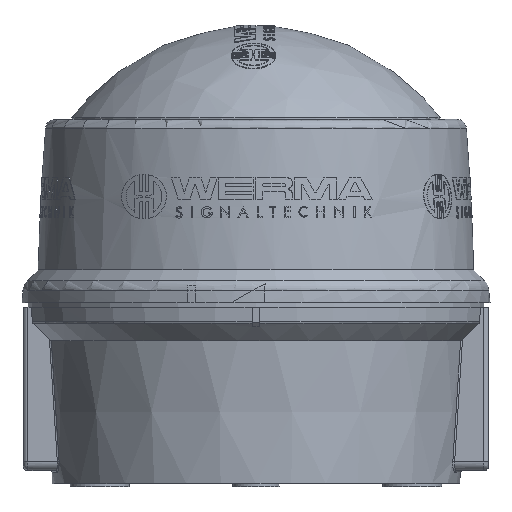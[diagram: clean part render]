
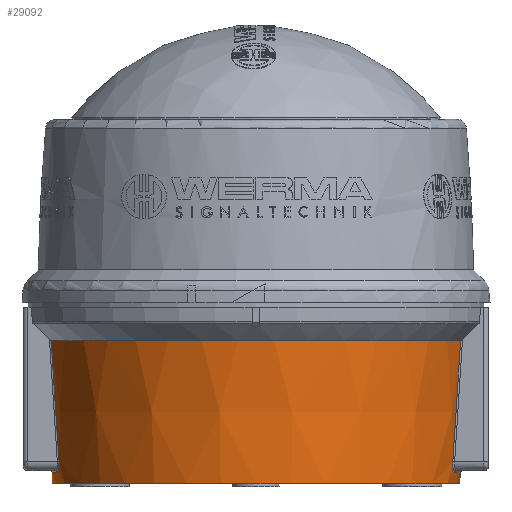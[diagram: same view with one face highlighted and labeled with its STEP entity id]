
A CAD part, left-side view. The second image highlights one B-rep face of the part: STEP entity #29092.
In plain terms, the highlighted conical face has half-angle 4 degrees and reference radius 66.8 mm.
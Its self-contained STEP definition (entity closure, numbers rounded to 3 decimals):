
#2447=LINE('',#58320,#4087);
#4087=VECTOR('',#40546,66.8);
#5988=B_SPLINE_CURVE_WITH_KNOTS('',3,(#58201,#58202,#58203,#58204),
 .UNSPECIFIED.,.F.,.F.,(4,4),(0.,3.872),.UNSPECIFIED.);
#5989=B_SPLINE_CURVE_WITH_KNOTS('',3,(#58232,#58233,#58234,#58235,#58236),
 .UNSPECIFIED.,.F.,.F.,(4,1,4),(0.,0.319,0.559),
 .UNSPECIFIED.);
#5990=B_SPLINE_CURVE_WITH_KNOTS('',3,(#58269,#58270,#58271,#58272,#58273),
 .UNSPECIFIED.,.F.,.F.,(4,1,4),(0.,0.24,0.559),
 .UNSPECIFIED.);
#5992=B_SPLINE_CURVE_WITH_KNOTS('',3,(#58306,#58307,#58308,#58309),
 .UNSPECIFIED.,.F.,.F.,(4,4),(1.137,5.009),
 .UNSPECIFIED.);
#5994=B_SPLINE_CURVE_WITH_KNOTS('',3,(#58324,#58325,#58326,#58327,#58328),
 .UNSPECIFIED.,.F.,.F.,(4,1,4),(0.,0.24,0.559),
 .UNSPECIFIED.);
#5995=B_SPLINE_CURVE_WITH_KNOTS('',3,(#58329,#58330,#58331,#58332),
 .UNSPECIFIED.,.F.,.F.,(4,4),(1.137,5.009),
 .UNSPECIFIED.);
#5996=B_SPLINE_CURVE_WITH_KNOTS('',3,(#58336,#58337,#58338,#58339),
 .UNSPECIFIED.,.F.,.F.,(4,4),(0.,3.872),
 .UNSPECIFIED.);
#5997=B_SPLINE_CURVE_WITH_KNOTS('',3,(#58341,#58342,#58343,#58344,#58345),
 .UNSPECIFIED.,.F.,.F.,(4,1,4),(0.,0.32,
0.559),.UNSPECIFIED.);
#7881=FACE_OUTER_BOUND('',#9817,.T.);
#9817=EDGE_LOOP('',(#26802,#26803,#26804,#26805,#26806,#26807,#26808,#26809,
#26810,#26811,#26812,#26813,#26814,#26815,#26816,#26817,#26818));
#10988=CIRCLE('',#32479,68.4);
#10992=CIRCLE('',#32484,65.455);
#10995=CIRCLE('',#32488,65.2);
#10996=CIRCLE('',#32489,65.2);
#10997=CIRCLE('',#32490,65.455);
#10998=CIRCLE('',#32491,68.4);
#10999=CIRCLE('',#32492,65.455);
#14255=VERTEX_POINT('',#58117);
#14256=VERTEX_POINT('',#58152);
#14261=VERTEX_POINT('',#58199);
#14262=VERTEX_POINT('',#58230);
#14263=VERTEX_POINT('',#58238);
#14264=VERTEX_POINT('',#58267);
#14265=VERTEX_POINT('',#58294);
#14267=VERTEX_POINT('',#58315);
#14268=VERTEX_POINT('',#58316);
#14269=VERTEX_POINT('',#58319);
#14270=VERTEX_POINT('',#58321);
#14271=VERTEX_POINT('',#58323);
#14272=VERTEX_POINT('',#58333);
#14273=VERTEX_POINT('',#58335);
#14274=VERTEX_POINT('',#58340);
#18453=EDGE_CURVE('',#14256,#14255,#10988,.T.);
#18461=EDGE_CURVE('',#14261,#14255,#5988,.T.);
#18463=EDGE_CURVE('',#14262,#14261,#5989,.T.);
#18465=EDGE_CURVE('',#14263,#14262,#10992,.T.);
#18468=EDGE_CURVE('',#14264,#14263,#5990,.T.);
#18470=EDGE_CURVE('',#14265,#14264,#5992,.T.);
#18472=EDGE_CURVE('',#14267,#14268,#10995,.T.);
#18473=EDGE_CURVE('',#14268,#14267,#10996,.T.);
#18474=EDGE_CURVE('',#14268,#14269,#2447,.T.);
#18475=EDGE_CURVE('',#14270,#14269,#10997,.T.);
#18476=EDGE_CURVE('',#14271,#14270,#5994,.T.);
#18477=EDGE_CURVE('',#14256,#14271,#5995,.T.);
#18478=EDGE_CURVE('',#14265,#14272,#10998,.T.);
#18479=EDGE_CURVE('',#14273,#14272,#5996,.T.);
#18480=EDGE_CURVE('',#14274,#14273,#5997,.T.);
#18481=EDGE_CURVE('',#14269,#14274,#10999,.T.);
#26802=ORIENTED_EDGE('',*,*,#18472,.F.);
#26803=ORIENTED_EDGE('',*,*,#18473,.F.);
#26804=ORIENTED_EDGE('',*,*,#18474,.T.);
#26805=ORIENTED_EDGE('',*,*,#18475,.F.);
#26806=ORIENTED_EDGE('',*,*,#18476,.F.);
#26807=ORIENTED_EDGE('',*,*,#18477,.F.);
#26808=ORIENTED_EDGE('',*,*,#18453,.T.);
#26809=ORIENTED_EDGE('',*,*,#18461,.F.);
#26810=ORIENTED_EDGE('',*,*,#18463,.F.);
#26811=ORIENTED_EDGE('',*,*,#18465,.F.);
#26812=ORIENTED_EDGE('',*,*,#18468,.F.);
#26813=ORIENTED_EDGE('',*,*,#18470,.F.);
#26814=ORIENTED_EDGE('',*,*,#18478,.T.);
#26815=ORIENTED_EDGE('',*,*,#18479,.F.);
#26816=ORIENTED_EDGE('',*,*,#18480,.F.);
#26817=ORIENTED_EDGE('',*,*,#18481,.F.);
#26818=ORIENTED_EDGE('',*,*,#18474,.F.);
#27339=CONICAL_SURFACE('',#32487,66.8,0.07);
#29092=ADVANCED_FACE('',(#7881),#27339,.T.);
#32479=AXIS2_PLACEMENT_3D('',#58153,#40522,#40523);
#32484=AXIS2_PLACEMENT_3D('',#58240,#40534,#40535);
#32487=AXIS2_PLACEMENT_3D('',#58314,#40540,#40541);
#32488=AXIS2_PLACEMENT_3D('',#58317,#40542,#40543);
#32489=AXIS2_PLACEMENT_3D('',#58318,#40544,#40545);
#32490=AXIS2_PLACEMENT_3D('',#58322,#40547,#40548);
#32491=AXIS2_PLACEMENT_3D('',#58334,#40549,#40550);
#32492=AXIS2_PLACEMENT_3D('',#58346,#40551,#40552);
#40522=DIRECTION('center_axis',(0.,0.,-1.));
#40523=DIRECTION('ref_axis',(0.,1.,0.));
#40534=DIRECTION('center_axis',(0.,0.,1.));
#40535=DIRECTION('ref_axis',(0.,1.,0.));
#40540=DIRECTION('center_axis',(0.,0.,1.));
#40541=DIRECTION('ref_axis',(0.,1.,0.));
#40542=DIRECTION('center_axis',(0.,0.,-1.));
#40543=DIRECTION('ref_axis',(0.,1.,0.));
#40544=DIRECTION('center_axis',(0.,0.,-1.));
#40545=DIRECTION('ref_axis',(0.,1.,0.));
#40546=DIRECTION('',(0.,-0.07,0.998));
#40547=DIRECTION('center_axis',(0.,0.,1.));
#40548=DIRECTION('ref_axis',(0.,-1.,0.));
#40549=DIRECTION('center_axis',(0.,0.,-1.));
#40550=DIRECTION('ref_axis',(0.,1.,0.));
#40551=DIRECTION('center_axis',(0.,0.,1.));
#40552=DIRECTION('ref_axis',(0.,-1.,0.));
#58117=CARTESIAN_POINT('',(-19.619,65.526,45.762));
#58152=CARTESIAN_POINT('',(-19.619,-65.526,45.762));
#58153=CARTESIAN_POINT('Origin',(0.,0.,45.762));
#58199=CARTESIAN_POINT('',(-18.515,63.036,7.139));
#58201=CARTESIAN_POINT('Ctrl Pts',(-18.515,63.036,7.139));
#58202=CARTESIAN_POINT('Ctrl Pts',(-18.883,63.867,20.013));
#58203=CARTESIAN_POINT('Ctrl Pts',(-19.251,64.696,32.888));
#58204=CARTESIAN_POINT('Ctrl Pts',(-19.619,65.526,45.762));
#58230=CARTESIAN_POINT('',(-14.948,63.725,3.642));
#58232=CARTESIAN_POINT('Ctrl Pts',(-14.948,63.725,3.642));
#58233=CARTESIAN_POINT('Ctrl Pts',(-15.975,63.484,3.642));
#58234=CARTESIAN_POINT('Ctrl Pts',(-17.778,63.064,4.471));
#58235=CARTESIAN_POINT('Ctrl Pts',(-18.492,62.985,6.342));
#58236=CARTESIAN_POINT('Ctrl Pts',(-18.515,63.036,7.139));
#58238=CARTESIAN_POINT('',(14.948,63.725,3.642));
#58240=CARTESIAN_POINT('Origin',(0.,0.,3.642));
#58267=CARTESIAN_POINT('',(18.515,63.036,7.139));
#58269=CARTESIAN_POINT('Ctrl Pts',(18.515,63.036,7.139));
#58270=CARTESIAN_POINT('Ctrl Pts',(18.492,62.985,6.342));
#58271=CARTESIAN_POINT('Ctrl Pts',(17.791,63.062,4.485));
#58272=CARTESIAN_POINT('Ctrl Pts',(15.976,63.484,3.642));
#58273=CARTESIAN_POINT('Ctrl Pts',(14.948,63.725,3.642));
#58294=CARTESIAN_POINT('',(19.619,65.526,45.762));
#58306=CARTESIAN_POINT('Ctrl Pts',(19.619,65.526,45.762));
#58307=CARTESIAN_POINT('Ctrl Pts',(19.251,64.696,32.888));
#58308=CARTESIAN_POINT('Ctrl Pts',(18.883,63.867,20.013));
#58309=CARTESIAN_POINT('Ctrl Pts',(18.515,63.036,7.139));
#58314=CARTESIAN_POINT('Origin',(0.,0.,22.881));
#58315=CARTESIAN_POINT('',(0.,65.2,0.));
#58316=CARTESIAN_POINT('',(0.,-65.2,0.));
#58317=CARTESIAN_POINT('Origin',(0.,0.,0.));
#58318=CARTESIAN_POINT('Origin',(0.,0.,0.));
#58319=CARTESIAN_POINT('',(0.,-65.455,3.642));
#58320=CARTESIAN_POINT('',(0.,-66.8,22.881));
#58321=CARTESIAN_POINT('',(-14.948,-63.725,3.642));
#58322=CARTESIAN_POINT('Origin',(0.,0.,3.642));
#58323=CARTESIAN_POINT('',(-18.515,-63.036,7.139));
#58324=CARTESIAN_POINT('Ctrl Pts',(-18.515,-63.036,
7.139));
#58325=CARTESIAN_POINT('Ctrl Pts',(-18.492,-62.985,
6.342));
#58326=CARTESIAN_POINT('Ctrl Pts',(-17.778,-63.064,
4.471));
#58327=CARTESIAN_POINT('Ctrl Pts',(-15.975,-63.484,3.642));
#58328=CARTESIAN_POINT('Ctrl Pts',(-14.948,-63.725,
3.642));
#58329=CARTESIAN_POINT('Ctrl Pts',(-19.619,-65.526,45.762));
#58330=CARTESIAN_POINT('Ctrl Pts',(-19.251,-64.696,
32.888));
#58331=CARTESIAN_POINT('Ctrl Pts',(-18.883,-63.867,
20.013));
#58332=CARTESIAN_POINT('Ctrl Pts',(-18.515,-63.036,
7.139));
#58333=CARTESIAN_POINT('',(19.619,-65.526,45.762));
#58334=CARTESIAN_POINT('Origin',(0.,0.,45.762));
#58335=CARTESIAN_POINT('',(18.515,-63.036,7.139));
#58336=CARTESIAN_POINT('Ctrl Pts',(18.515,-63.036,7.139));
#58337=CARTESIAN_POINT('Ctrl Pts',(18.883,-63.867,20.013));
#58338=CARTESIAN_POINT('Ctrl Pts',(19.251,-64.696,32.888));
#58339=CARTESIAN_POINT('Ctrl Pts',(19.619,-65.526,45.762));
#58340=CARTESIAN_POINT('',(14.948,-63.725,3.642));
#58341=CARTESIAN_POINT('Ctrl Pts',(14.948,-63.725,3.642));
#58342=CARTESIAN_POINT('Ctrl Pts',(15.976,-63.484,3.642));
#58343=CARTESIAN_POINT('Ctrl Pts',(17.791,-63.062,4.485));
#58344=CARTESIAN_POINT('Ctrl Pts',(18.492,-62.985,6.342));
#58345=CARTESIAN_POINT('Ctrl Pts',(18.515,-63.036,7.139));
#58346=CARTESIAN_POINT('Origin',(0.,0.,3.642));
